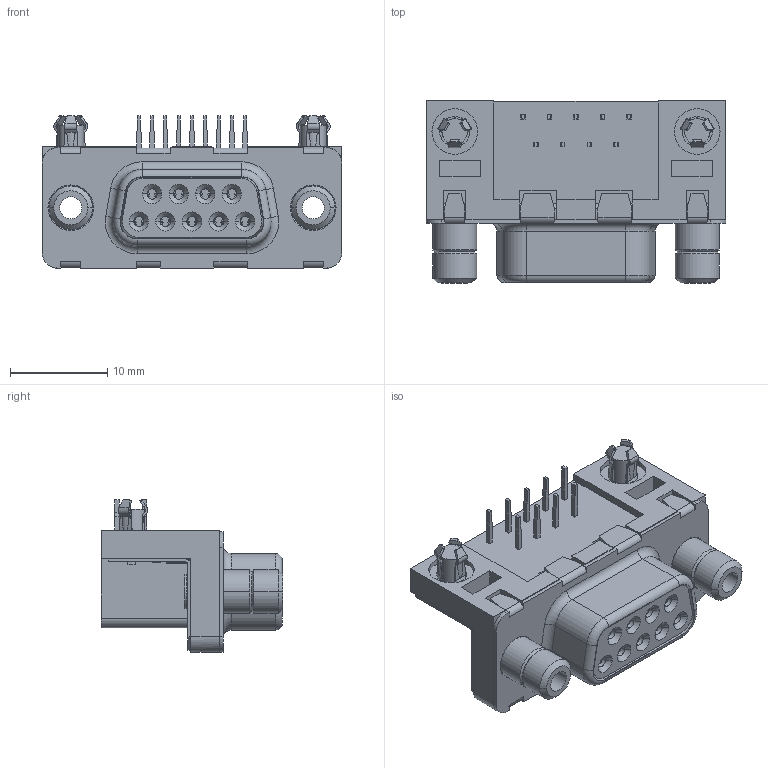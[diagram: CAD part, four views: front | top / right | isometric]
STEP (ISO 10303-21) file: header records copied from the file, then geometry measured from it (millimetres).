
FILE_DESCRIPTION((''),'2;1');
FILE_NAME('PD09S33E4GV00LF','2015-04-01T',('ababu'),('FCI'),'PRO/ENGINEER BY PARAMETRIC TECHNOLOGY CORPORATION, 2013150','PRO/ENGINEER BY PARAMETRIC TECHNOLOGY CORPORATION, 2013150','');
FILE_SCHEMA(('CONFIG_CONTROL_DESIGN','GEOMETRIC_VALIDATION_PROPERTIES_MIM'));
Length unit declared in the file: millimetre
Products named in the file (1): PD09S33E4GV00LF
Bounding box: 30.9 x 18.75 x 15.75 mm (x, y, z)
Volume: 3835 mm3; surface area: 3614.8 mm2
Topology: 1 solids, 3 shells, 1104 faces, 3236 edges, 2080 vertices
Faces by surface type: plane 618, cylinder 312, torus 80, bspline 60, cone 34
Entity records: 45929 total; most frequent: CARTESIAN_POINT 9688, ORIENTED_EDGE 6472, DIRECTION 5980, EDGE_CURVE 3236, VECTOR 2100, LINE 2100, VERTEX_POINT 2080, AXIS2_PLACEMENT_3D 1940
